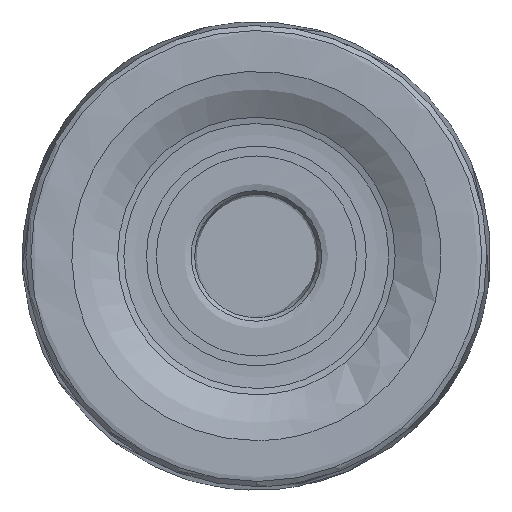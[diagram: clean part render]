
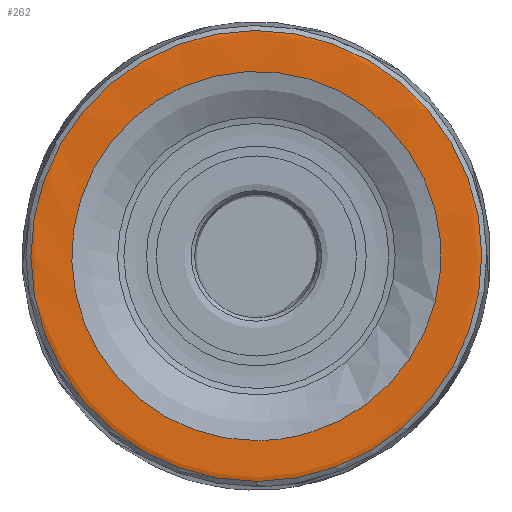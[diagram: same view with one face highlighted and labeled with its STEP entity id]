
A CAD part, left-side view. The second image highlights one B-rep face of the part: STEP entity #262.
In plain terms, the highlighted face is a revolution surface.
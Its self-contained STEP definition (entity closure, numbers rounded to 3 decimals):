
#24=SURFACE_OF_REVOLUTION('',#52,#38);
#38=AXIS1_PLACEMENT('',#829,#716);
#52=B_SPLINE_CURVE_WITH_KNOTS('',3,(#817,#818,#819,#820,#821,#822,#823,
#824,#825,#826,#827,#828),.UNSPECIFIED.,.F.,.F.,(4,2,2,2,2,4),(0.,0.125,
0.25,0.5,0.75,1.),.UNSPECIFIED.);
#262=ADVANCED_FACE('',(#319,#320),#24,.T.);
#319=FACE_BOUND('',#385,.T.);
#320=FACE_BOUND('',#386,.T.);
#385=EDGE_LOOP('',(#451));
#386=EDGE_LOOP('',(#452));
#451=ORIENTED_EDGE('',*,*,#531,.F.);
#452=ORIENTED_EDGE('',*,*,#532,.T.);
#498=VERTEX_POINT('',#814);
#499=VERTEX_POINT('',#816);
#531=EDGE_CURVE('',#498,#498,#564,.T.);
#532=EDGE_CURVE('',#499,#499,#565,.T.);
#564=CIRCLE('',#618,12.526);
#565=CIRCLE('',#619,10.256);
#618=AXIS2_PLACEMENT_3D('',#813,#712,#713);
#619=AXIS2_PLACEMENT_3D('',#815,#714,#715);
#712=DIRECTION('',(1.,0.,0.));
#713=DIRECTION('',(0.,0.,-1.));
#714=DIRECTION('',(1.,0.,0.));
#715=DIRECTION('',(0.,0.,-1.));
#716=DIRECTION('',(1.,0.,0.));
#813=CARTESIAN_POINT('',(0.085,0.,0.));
#814=CARTESIAN_POINT('',(0.085,0.,-12.526));
#815=CARTESIAN_POINT('',(0.04,0.,0.));
#816=CARTESIAN_POINT('',(0.04,0.,-10.256));
#817=CARTESIAN_POINT('',(0.04,-10.243,0.517));
#818=CARTESIAN_POINT('',(0.049,-10.339,0.495));
#819=CARTESIAN_POINT('',(0.041,-10.434,0.476));
#820=CARTESIAN_POINT('',(0.038,-10.626,0.435));
#821=CARTESIAN_POINT('',(0.037,-10.721,0.415));
#822=CARTESIAN_POINT('',(0.035,-11.008,0.355));
#823=CARTESIAN_POINT('',(0.035,-11.2,0.314));
#824=CARTESIAN_POINT('',(0.016,-11.582,0.236));
#825=CARTESIAN_POINT('',(0.003,-11.774,0.197));
#826=CARTESIAN_POINT('',(0.005,-12.156,0.115));
#827=CARTESIAN_POINT('',(0.021,-12.347,0.072));
#828=CARTESIAN_POINT('',(0.085,-12.526,0.024));
#829=CARTESIAN_POINT('',(0.,0.,0.));
